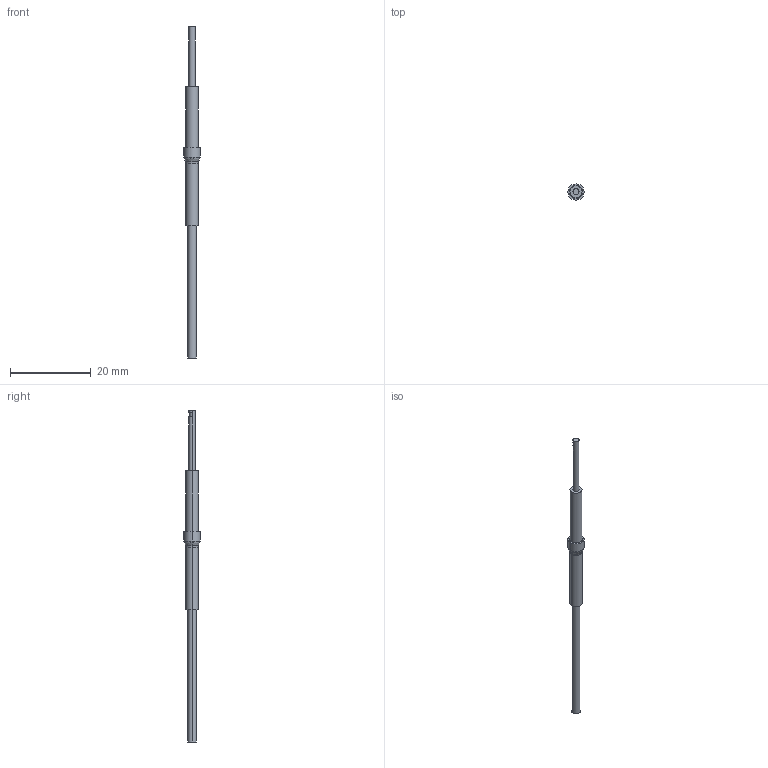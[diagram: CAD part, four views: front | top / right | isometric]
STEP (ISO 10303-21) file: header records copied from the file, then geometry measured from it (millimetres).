
FILE_DESCRIPTION (( 'STEP AP214' ), '1' );
FILE_NAME ('FOACAMPT32DQ_3D.step', '2023-07-19T19:40:05', ( '' ), ( '' ), 'SwSTEP 2.0', 'SolidWorks 2022', '' );
FILE_SCHEMA (( 'AUTOMOTIVE_DESIGN' ));
Length unit declared in the file: inch
Products named in the file (5): 3MM-15-T__2^FOACAMPT32DQ; PRT0001_2^FOACAMPT32DQ; 15-10_3^FOACAMPT32DQ; FOACAMPT32DQ_3D; Copy of ____-____3_1_1^FOACAMPT32DQ
Assembly tree (4 placements, depth 2):
  FOACAMPT32DQ_3D
    3MM-15-T__2^FOACAMPT32DQ
    15-10_3^FOACAMPT32DQ
    PRT0001_2^FOACAMPT32DQ
    Copy of ____-____3_1_1^FOACAMPT32DQ
Bounding box: 4 x 4 x 82 mm (x, y, z)
Volume: 384.5 mm3; surface area: 1082.8 mm2
Topology: 4 solids, 4 shells, 46 faces, 91 edges, 54 vertices
Faces by surface type: cylinder 21, plane 13, bspline 4, cone 4, torus 4
Entity records: 1517 total; most frequent: CARTESIAN_POINT 306, DIRECTION 247, ORIENTED_EDGE 182, AXIS2_PLACEMENT_3D 107, EDGE_CURVE 91, CIRCLE 58, VERTEX_POINT 54, EDGE_LOOP 51
